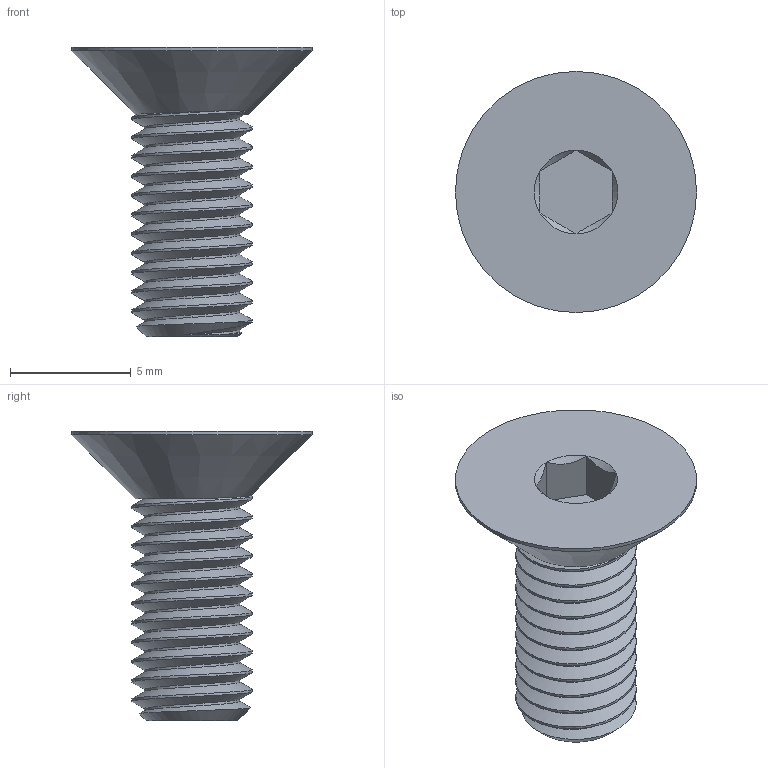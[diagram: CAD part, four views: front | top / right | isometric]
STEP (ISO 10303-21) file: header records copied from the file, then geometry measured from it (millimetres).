
FILE_DESCRIPTION(/* description */ ('STEP AP203'),/* implementation_level */ '2;1');
FILE_NAME(/* name */ 'screws_8mm_m5x0.8_ext.stp',/* time_stamp */ '2022-12-09T16:42:36+01:00',/* author */ ('Rik Ubaghs'),/* organization */ ('Managed by Terraform'),/* preprocessor_version */ 'ST-DEVELOPER v18.1',/* originating_system */ 'Autodesk Inventor 2021',/* authorisation */ '');
FILE_SCHEMA (('AUTOMOTIVE_DESIGN { 1 0 10303 214 3 1 1 }'));
Length unit declared in the file: millimetre
Products named in the file (1): screws_8mm_m5x0.8_ext
Bounding box: 10 x 10 x 12 mm (x, y, z)
Volume: 258 mm3; surface area: 427 mm2
Topology: 1 solids, 1 shells, 46 faces, 119 edges, 76 vertices
Faces by surface type: cylinder 26, plane 10, cone 8, bspline 2
Full cylindrical faces by diameter (mm): 3.961 x11, 5 x10, 10 x1
Entity records: 5125 total; most frequent: CARTESIAN_POINT 4107, ORIENTED_EDGE 238, DIRECTION 166, EDGE_CURVE 119, VERTEX_POINT 76, AXIS2_PLACEMENT_3D 64, EDGE_LOOP 47, FACE_OUTER_BOUND 46
